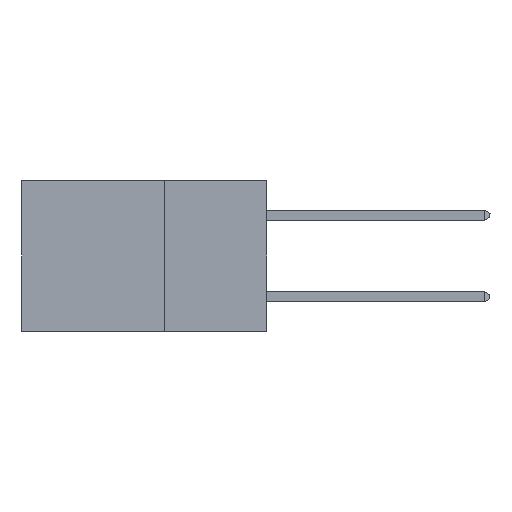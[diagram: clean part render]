
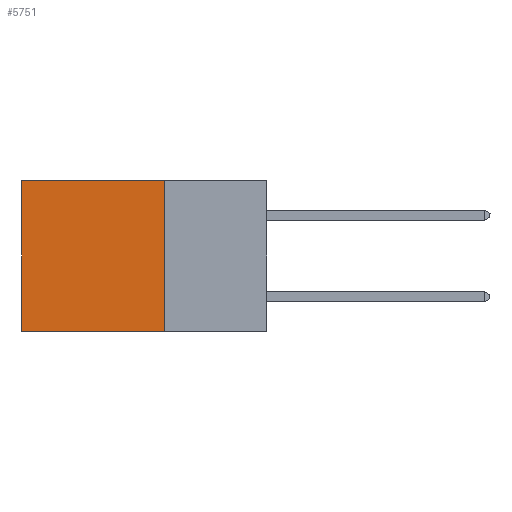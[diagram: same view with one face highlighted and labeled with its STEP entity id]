
A CAD part, left-side view. The second image highlights one B-rep face of the part: STEP entity #5751.
In plain terms, the highlighted planar face has unit normal (-1, 0, 0).
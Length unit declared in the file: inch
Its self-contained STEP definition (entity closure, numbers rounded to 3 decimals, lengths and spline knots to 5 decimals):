
#505 = EDGE_LOOP ( 'NONE', ( #9980, #12987, #17149, #27339 ) ) ;
#2881 = LINE ( 'NONE', #33740, #10631 ) ;
#3928 = VECTOR ( 'NONE', #5080, 39.37008 ) ;
#4520 = EDGE_CURVE ( 'NONE', #27095, #18138, #2881, .T. ) ;
#5080 = DIRECTION ( 'NONE',  ( 0., 0., -1. ) ) ;
#5751 = ADVANCED_FACE ( 'NONE', ( #15426 ), #28691, .F. ) ;
#8634 = LINE ( 'NONE', #21399, #15723 ) ;
#8944 = VERTEX_POINT ( 'NONE', #23189 ) ;
#9980 = ORIENTED_EDGE ( 'NONE', *, *, #27023, .T. ) ;
#10609 = DIRECTION ( 'NONE',  ( 1., 0., 0. ) ) ;
#10631 = VECTOR ( 'NONE', #23918, 39.37008 ) ;
#10789 = DIRECTION ( 'NONE',  ( 0., 0., -1. ) ) ;
#12657 = CARTESIAN_POINT ( 'NONE',  ( 0.2875, 0.25, -0.37 ) ) ;
#12737 = AXIS2_PLACEMENT_3D ( 'NONE', #15943, #10609, #10789 ) ;
#12987 = ORIENTED_EDGE ( 'NONE', *, *, #30157, .F. ) ;
#15426 = FACE_OUTER_BOUND ( 'NONE', #505, .T. ) ;
#15723 = VECTOR ( 'NONE', #26553, 39.37008 ) ;
#15943 = CARTESIAN_POINT ( 'NONE',  ( 0.2875, 0.25, 0. ) ) ;
#17149 = ORIENTED_EDGE ( 'NONE', *, *, #24143, .F. ) ;
#18138 = VERTEX_POINT ( 'NONE', #26857 ) ;
#20392 = LINE ( 'NONE', #23310, #24454 ) ;
#21399 = CARTESIAN_POINT ( 'NONE',  ( 0.2875, 0.25, -0.37 ) ) ;
#21454 = VERTEX_POINT ( 'NONE', #12657 ) ;
#23130 = DIRECTION ( 'NONE',  ( 0., 0., -1. ) ) ;
#23189 = CARTESIAN_POINT ( 'NONE',  ( 0.2875, 0.6, -0.37 ) ) ;
#23310 = CARTESIAN_POINT ( 'NONE',  ( 0.2875, 0.6, 0. ) ) ;
#23918 = DIRECTION ( 'NONE',  ( 0., 1., 0. ) ) ;
#24143 = EDGE_CURVE ( 'NONE', #27095, #21454, #29202, .T. ) ;
#24454 = VECTOR ( 'NONE', #23130, 39.37008 ) ;
#26448 = CARTESIAN_POINT ( 'NONE',  ( 0.2875, 0.25, 0. ) ) ;
#26553 = DIRECTION ( 'NONE',  ( 0., 1., 0. ) ) ;
#26857 = CARTESIAN_POINT ( 'NONE',  ( 0.2875, 0.6, 0. ) ) ;
#27023 = EDGE_CURVE ( 'NONE', #18138, #8944, #20392, .T. ) ;
#27095 = VERTEX_POINT ( 'NONE', #28316 ) ;
#27339 = ORIENTED_EDGE ( 'NONE', *, *, #4520, .T. ) ;
#28316 = CARTESIAN_POINT ( 'NONE',  ( 0.2875, 0.25, 0. ) ) ;
#28691 = PLANE ( 'NONE',  #12737 ) ;
#29202 = LINE ( 'NONE', #26448, #3928 ) ;
#30157 = EDGE_CURVE ( 'NONE', #21454, #8944, #8634, .T. ) ;
#33740 = CARTESIAN_POINT ( 'NONE',  ( 0.2875, 0.25, 0. ) ) ;
